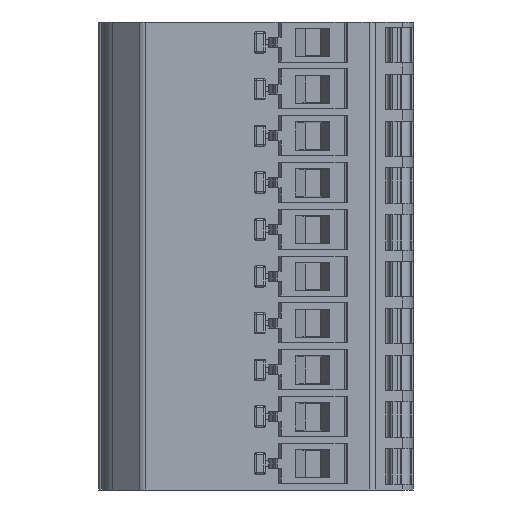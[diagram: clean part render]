
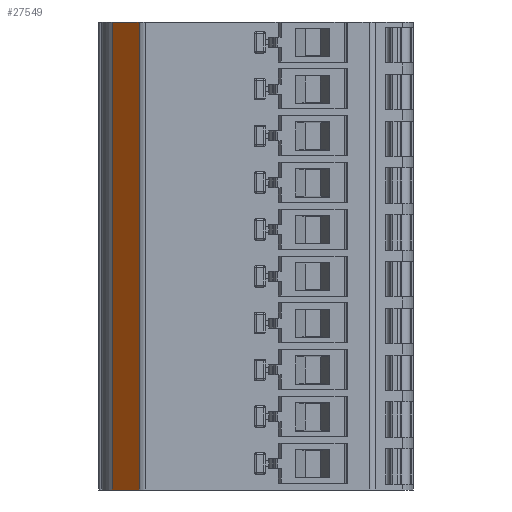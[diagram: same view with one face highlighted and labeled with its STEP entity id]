
A CAD part, front view. The second image highlights one B-rep face of the part: STEP entity #27549.
In plain terms, the highlighted planar face has unit normal (-0.707, -0.707, 0).
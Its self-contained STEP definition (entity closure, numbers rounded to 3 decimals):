
#319 = FACE_OUTER_BOUND ( 'NONE', #2873, .T. ) ;
#1320 = LINE ( 'NONE', #3904, #19030 ) ;
#1742 = VERTEX_POINT ( 'NONE', #35703 ) ;
#2873 = EDGE_LOOP ( 'NONE', ( #41585, #28079, #12928, #18436 ) ) ;
#3904 = CARTESIAN_POINT ( 'NONE',  ( -22.272, 18.359, -31.206 ) ) ;
#5627 = VECTOR ( 'NONE', #25083, 1000. ) ;
#6163 = VECTOR ( 'NONE', #17344, 1000. ) ;
#8753 = EDGE_CURVE ( 'NONE', #37122, #1742, #32266, .T. ) ;
#10191 = EDGE_CURVE ( 'NONE', #25437, #22386, #33993, .T. ) ;
#11853 = DIRECTION ( 'NONE',  ( 0., 0., -1. ) ) ;
#12928 = ORIENTED_EDGE ( 'NONE', *, *, #26182, .T. ) ;
#17344 = DIRECTION ( 'NONE',  ( 0., 0., 1. ) ) ;
#18436 = ORIENTED_EDGE ( 'NONE', *, *, #10191, .F. ) ;
#19030 = VECTOR ( 'NONE', #11853, 1000. ) ;
#19782 = PLANE ( 'NONE',  #45084 ) ;
#22386 = VERTEX_POINT ( 'NONE', #29175 ) ;
#25083 = DIRECTION ( 'NONE',  ( 0.707, -0.707, 0. ) ) ;
#25437 = VERTEX_POINT ( 'NONE', #51395 ) ;
#26182 = EDGE_CURVE ( 'NONE', #1742, #22386, #37888, .T. ) ;
#27549 = ADVANCED_FACE ( 'NONE', ( #319 ), #19782, .T. ) ;
#27929 = DIRECTION ( 'NONE',  ( -0.707, -0.707, 0. ) ) ;
#28079 = ORIENTED_EDGE ( 'NONE', *, *, #8753, .T. ) ;
#28286 = VECTOR ( 'NONE', #44317, 1000. ) ;
#29175 = CARTESIAN_POINT ( 'NONE',  ( -19.287, 15.374, 5.15 ) ) ;
#32022 = DIRECTION ( 'NONE',  ( 0.707, -0.707, 0. ) ) ;
#32266 = LINE ( 'NONE', #49629, #5627 ) ;
#32423 = CARTESIAN_POINT ( 'NONE',  ( -22.272, 18.359, -46.85 ) ) ;
#33993 = LINE ( 'NONE', #48503, #28286 ) ;
#35703 = CARTESIAN_POINT ( 'NONE',  ( -19.287, 15.374, -46.85 ) ) ;
#37034 = CARTESIAN_POINT ( 'NONE',  ( -19.287, 15.374, -31.206 ) ) ;
#37122 = VERTEX_POINT ( 'NONE', #32423 ) ;
#37888 = LINE ( 'NONE', #37034, #6163 ) ;
#41585 = ORIENTED_EDGE ( 'NONE', *, *, #51692, .T. ) ;
#44317 = DIRECTION ( 'NONE',  ( 0.707, -0.707, 0. ) ) ;
#45084 = AXIS2_PLACEMENT_3D ( 'NONE', #48100, #27929, #32022 ) ;
#48100 = CARTESIAN_POINT ( 'NONE',  ( -19.287, 15.374, -31.206 ) ) ;
#48503 = CARTESIAN_POINT ( 'NONE',  ( -22.272, 18.359, 5.15 ) ) ;
#49629 = CARTESIAN_POINT ( 'NONE',  ( -19.287, 15.374, -46.85 ) ) ;
#51395 = CARTESIAN_POINT ( 'NONE',  ( -22.272, 18.359, 5.15 ) ) ;
#51692 = EDGE_CURVE ( 'NONE', #25437, #37122, #1320, .T. ) ;
